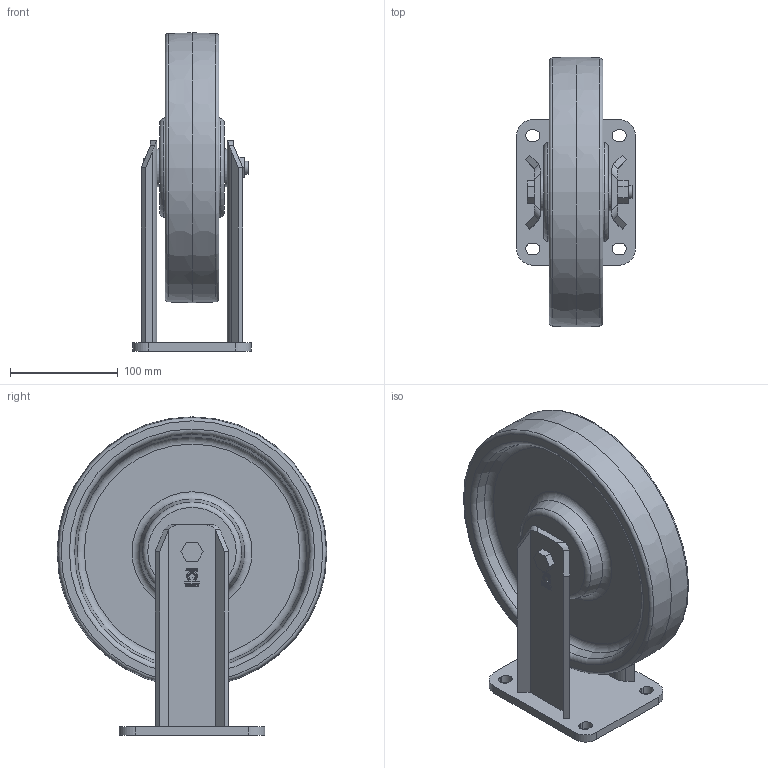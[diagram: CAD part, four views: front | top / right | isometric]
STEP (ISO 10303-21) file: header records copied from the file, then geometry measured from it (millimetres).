
FILE_DESCRIPTION(/* description */ (''),/* implementation_level */ '2;1');
FILE_NAME(/* name */ '0015382K_BP_PO_250_K',/* time_stamp */ '2011-03-04T11:26:47+01:00',/* author */ (''),/* organization */ (''),/* preprocessor_version */ 'ST-DEVELOPER v9',/* originating_system */ 'UGS - NX 4.0',/* authorisation */ '');
FILE_SCHEMA (('CONFIG_CONTROL_DESIGN'));
Length unit declared in the file: millimetre
Products named in the file (1): 0015382K_BP_PO_250_K
Bounding box: 110 x 250 x 295 mm (x, y, z)
Volume: 1794957.1 mm3; surface area: 263889 mm2
Topology: 1 solids, 8 shells, 618 faces, 1630 edges, 1086 vertices
Faces by surface type: plane 340, extrusion 202, cylinder 55, torus 15, cone 4, bspline 2
Full cylindrical faces by diameter (mm): 12 x3, 12.5 x2, 25 x5, 33.802 x4, 35 x2, 42 x1, 43.198 x4
Entity records: 21078 total; most frequent: CARTESIAN_POINT 7405, ORIENTED_EDGE 3138, DIRECTION 1926, EDGE_CURVE 1569, VERTEX_POINT 1067, B_SPLINE_CURVE_WITH_KNOTS 1008, VECTOR 834, EDGE_LOOP 742
